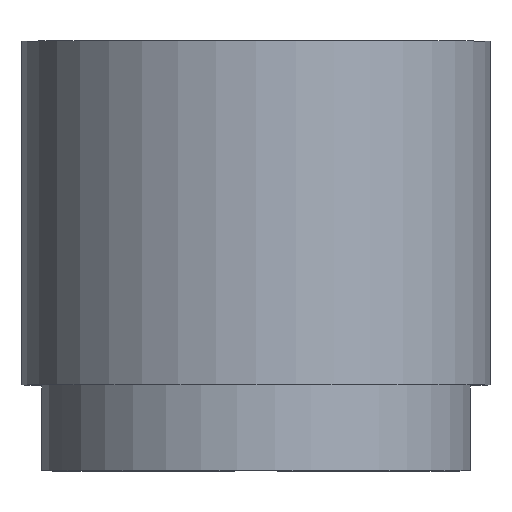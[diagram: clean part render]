
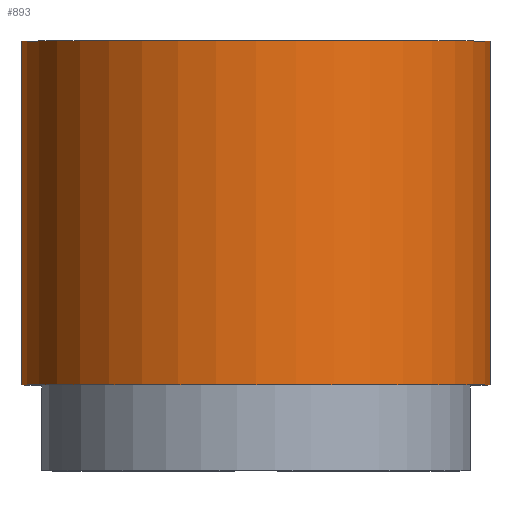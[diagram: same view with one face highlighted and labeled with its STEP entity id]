
A CAD part, top view. The second image highlights one B-rep face of the part: STEP entity #893.
In plain terms, the highlighted cylindrical face has radius 13.843 mm (diameter 27.686 mm), a partial arc.
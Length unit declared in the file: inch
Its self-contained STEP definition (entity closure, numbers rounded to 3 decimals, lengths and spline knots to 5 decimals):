
#14 = CARTESIAN_POINT ( 'NONE',  ( -0.34686, 0.4952, -0.42039 ) ) ;
#64 = CARTESIAN_POINT ( 'NONE',  ( -0.34661, 0.42501, -0.42058 ) ) ;
#78 = DIRECTION ( 'NONE',  ( 0., -1., 0. ) ) ;
#98 = DIRECTION ( 'NONE',  ( 0., 1., 0. ) ) ;
#102 = CARTESIAN_POINT ( 'NONE',  ( 0., 0.2, 0. ) ) ;
#108 = DIRECTION ( 'NONE',  ( 0., -1., 0. ) ) ;
#177 = CIRCLE ( 'NONE', #1605, 0.545 ) ;
#198 = CARTESIAN_POINT ( 'NONE',  ( -0.30504, 1., -0.45164 ) ) ;
#207 = VERTEX_POINT ( 'NONE', #1027 ) ;
#213 = VERTEX_POINT ( 'NONE', #1634 ) ;
#236 = AXIS2_PLACEMENT_3D ( 'NONE', #1229, #1206, #1078 ) ;
#239 = CARTESIAN_POINT ( 'NONE',  ( -0.31165, 0.53979, -0.44717 ) ) ;
#254 = CARTESIAN_POINT ( 'NONE',  ( -0.34117, 0.41338, -0.42501 ) ) ;
#279 = VERTEX_POINT ( 'NONE', #350 ) ;
#337 = VECTOR ( 'NONE', #1762, 39.37008 ) ;
#346 = EDGE_CURVE ( 'NONE', #207, #2066, #383, .T. ) ;
#350 = CARTESIAN_POINT ( 'NONE',  ( -0.30504, 0.75103, -0.45164 ) ) ;
#356 = AXIS2_PLACEMENT_3D ( 'NONE', #815, #981, #1800 ) ;
#371 = CARTESIAN_POINT ( 'NONE',  ( -0.35053, 0.43767, -0.41732 ) ) ;
#383 = B_SPLINE_CURVE_WITH_KNOTS ( 'NONE', 3,
 ( #1234, #434, #820, #1153, #874, #254, #717, #64, #1510, #371, #685, #1087, #549, #862, #2022, #14, #491, #402, #1881, #658, #239, #2136 ),
 .UNSPECIFIED., .F., .F.,
 ( 4, 2, 2, 2, 2, 2, 2, 2, 2, 2, 4 ),
 ( 0.00776, 0.00844, 0.00912, 0.00946, 0.0098, 0.01014, 0.01048, 0.01116, 0.01184, 0.01252, 0.0132 ),
 .UNSPECIFIED. ) ;
#402 = CARTESIAN_POINT ( 'NONE',  ( -0.33455, 0.51743, -0.43027 ) ) ;
#434 = CARTESIAN_POINT ( 'NONE',  ( -0.3117, 0.38024, -0.44714 ) ) ;
#491 = CARTESIAN_POINT ( 'NONE',  ( -0.34327, 0.50321, -0.42335 ) ) ;
#543 = ORIENTED_EDGE ( 'NONE', *, *, #1076, .T. ) ;
#549 = CARTESIAN_POINT ( 'NONE',  ( -0.35302, 0.45556, -0.41521 ) ) ;
#631 = VERTEX_POINT ( 'NONE', #1931 ) ;
#658 = CARTESIAN_POINT ( 'NONE',  ( -0.31787, 0.535, -0.44276 ) ) ;
#685 = CARTESIAN_POINT ( 'NONE',  ( -0.35146, 0.44202, -0.41654 ) ) ;
#717 = CARTESIAN_POINT ( 'NONE',  ( -0.34313, 0.41712, -0.42343 ) ) ;
#773 = B_SPLINE_CURVE_WITH_KNOTS ( 'NONE', 3,
 ( #1744, #1850, #1449, #1408, #1401, #1375, #1369, #1293, #1273, #1260, #1250, #1240, #1216, #1121, #1088, #1046, #1033, #937 ),
 .UNSPECIFIED., .F., .F.,
 ( 4, 2, 2, 2, 2, 2, 2, 2, 4 ),
 ( 0.00171, 0.00239, 0.00307, 0.00375, 0.00443, 0.00511, 0.00579, 0.00647, 0.00715 ),
 .UNSPECIFIED. ) ;
#815 = CARTESIAN_POINT ( 'NONE',  ( 0., 1., 0. ) ) ;
#820 = CARTESIAN_POINT ( 'NONE',  ( -0.31799, 0.38509, -0.44267 ) ) ;
#862 = CARTESIAN_POINT ( 'NONE',  ( -0.35301, 0.46911, -0.41522 ) ) ;
#874 = CARTESIAN_POINT ( 'NONE',  ( -0.33465, 0.4027, -0.43019 ) ) ;
#893 = ADVANCED_FACE ( 'NONE', ( #1541 ), #1503, .T. ) ;
#935 = LINE ( 'NONE', #198, #1721 ) ;
#937 = CARTESIAN_POINT ( 'NONE',  ( -0.30504, 0.91897, -0.45164 ) ) ;
#952 = DIRECTION ( 'NONE',  ( 0., 0., 1. ) ) ;
#960 = EDGE_CURVE ( 'NONE', #1208, #213, #177, .T. ) ;
#972 = LINE ( 'NONE', #1641, #1414 ) ;
#981 = DIRECTION ( 'NONE',  ( 0., -1., 0. ) ) ;
#984 = EDGE_CURVE ( 'NONE', #631, #1518, #992, .T. ) ;
#992 = CIRCLE ( 'NONE', #236, 0.545 ) ;
#1027 = CARTESIAN_POINT ( 'NONE',  ( -0.30504, 0.37603, -0.45164 ) ) ;
#1033 = CARTESIAN_POINT ( 'NONE',  ( -0.31164, 0.9148, -0.44718 ) ) ;
#1036 = ORIENTED_EDGE ( 'NONE', *, *, #1532, .T. ) ;
#1046 = CARTESIAN_POINT ( 'NONE',  ( -0.31794, 0.90995, -0.44271 ) ) ;
#1052 = EDGE_CURVE ( 'NONE', #279, #2098, #773, .T. ) ;
#1076 = EDGE_CURVE ( 'NONE', #207, #1208, #935, .T. ) ;
#1078 = DIRECTION ( 'NONE',  ( 0., 0., 1. ) ) ;
#1087 = CARTESIAN_POINT ( 'NONE',  ( -0.35271, 0.45097, -0.41548 ) ) ;
#1088 = CARTESIAN_POINT ( 'NONE',  ( -0.32943, 0.89872, -0.43422 ) ) ;
#1121 = CARTESIAN_POINT ( 'NONE',  ( -0.33456, 0.89243, -0.43026 ) ) ;
#1153 = CARTESIAN_POINT ( 'NONE',  ( -0.32942, 0.39627, -0.43423 ) ) ;
#1165 = ORIENTED_EDGE ( 'NONE', *, *, #1052, .F. ) ;
#1176 = VECTOR ( 'NONE', #1754, 39.37008 ) ;
#1190 = EDGE_CURVE ( 'NONE', #279, #2066, #1889, .T. ) ;
#1206 = DIRECTION ( 'NONE',  ( 0., 1., 0. ) ) ;
#1208 = VERTEX_POINT ( 'NONE', #1437 ) ;
#1216 = CARTESIAN_POINT ( 'NONE',  ( -0.34333, 0.87811, -0.4233 ) ) ;
#1229 = CARTESIAN_POINT ( 'NONE',  ( 0., 1., 0. ) ) ;
#1234 = CARTESIAN_POINT ( 'NONE',  ( -0.30504, 0.37603, -0.45164 ) ) ;
#1240 = CARTESIAN_POINT ( 'NONE',  ( -0.34688, 0.87017, -0.42037 ) ) ;
#1250 = CARTESIAN_POINT ( 'NONE',  ( -0.35175, 0.85306, -0.4163 ) ) ;
#1260 = CARTESIAN_POINT ( 'NONE',  ( -0.35303, 0.84408, -0.41521 ) ) ;
#1273 = CARTESIAN_POINT ( 'NONE',  ( -0.35301, 0.82579, -0.41522 ) ) ;
#1293 = CARTESIAN_POINT ( 'NONE',  ( -0.35174, 0.81684, -0.41631 ) ) ;
#1369 = CARTESIAN_POINT ( 'NONE',  ( -0.34682, 0.79967, -0.42042 ) ) ;
#1375 = CARTESIAN_POINT ( 'NONE',  ( -0.34333, 0.79191, -0.4233 ) ) ;
#1381 = ORIENTED_EDGE ( 'NONE', *, *, #346, .F. ) ;
#1401 = CARTESIAN_POINT ( 'NONE',  ( -0.33464, 0.77768, -0.4302 ) ) ;
#1408 = CARTESIAN_POINT ( 'NONE',  ( -0.32941, 0.77126, -0.43424 ) ) ;
#1414 = VECTOR ( 'NONE', #108, 39.37008 ) ;
#1432 = CARTESIAN_POINT ( 'NONE',  ( -0.30504, 0.91897, -0.45164 ) ) ;
#1437 = CARTESIAN_POINT ( 'NONE',  ( -0.30504, 0.2, -0.45164 ) ) ;
#1442 = CARTESIAN_POINT ( 'NONE',  ( 0.30504, 1., -0.45164 ) ) ;
#1447 = ORIENTED_EDGE ( 'NONE', *, *, #960, .T. ) ;
#1449 = CARTESIAN_POINT ( 'NONE',  ( -0.31799, 0.7601, -0.44267 ) ) ;
#1503 = CYLINDRICAL_SURFACE ( 'NONE', #356, 0.545 ) ;
#1510 = CARTESIAN_POINT ( 'NONE',  ( -0.34812, 0.42918, -0.41933 ) ) ;
#1518 = VERTEX_POINT ( 'NONE', #1442 ) ;
#1532 = EDGE_CURVE ( 'NONE', #213, #1518, #1630, .T. ) ;
#1541 = FACE_OUTER_BOUND ( 'NONE', #1953, .T. ) ;
#1548 = ORIENTED_EDGE ( 'NONE', *, *, #1624, .T. ) ;
#1585 = CARTESIAN_POINT ( 'NONE',  ( -0.30504, 0.54397, -0.45164 ) ) ;
#1605 = AXIS2_PLACEMENT_3D ( 'NONE', #102, #98, #952 ) ;
#1624 = EDGE_CURVE ( 'NONE', #631, #2098, #972, .T. ) ;
#1630 = LINE ( 'NONE', #2089, #337 ) ;
#1634 = CARTESIAN_POINT ( 'NONE',  ( 0.30504, 0.2, -0.45164 ) ) ;
#1641 = CARTESIAN_POINT ( 'NONE',  ( -0.30504, 1., -0.45164 ) ) ;
#1721 = VECTOR ( 'NONE', #78, 39.37008 ) ;
#1744 = CARTESIAN_POINT ( 'NONE',  ( -0.30504, 0.75103, -0.45164 ) ) ;
#1754 = DIRECTION ( 'NONE',  ( 0., -1., 0. ) ) ;
#1762 = DIRECTION ( 'NONE',  ( 0., 1., 0. ) ) ;
#1800 = DIRECTION ( 'NONE',  ( 0., 0., -1. ) ) ;
#1850 = CARTESIAN_POINT ( 'NONE',  ( -0.31165, 0.75521, -0.44717 ) ) ;
#1881 = CARTESIAN_POINT ( 'NONE',  ( -0.32936, 0.52381, -0.43428 ) ) ;
#1889 = LINE ( 'NONE', #1940, #1176 ) ;
#1918 = ORIENTED_EDGE ( 'NONE', *, *, #984, .F. ) ;
#1931 = CARTESIAN_POINT ( 'NONE',  ( -0.30504, 1., -0.45164 ) ) ;
#1940 = CARTESIAN_POINT ( 'NONE',  ( -0.30504, 1., -0.45164 ) ) ;
#1953 = EDGE_LOOP ( 'NONE', ( #1381, #543, #1447, #1036, #1918, #1548, #1165, #2015 ) ) ;
#2015 = ORIENTED_EDGE ( 'NONE', *, *, #1190, .T. ) ;
#2022 = CARTESIAN_POINT ( 'NONE',  ( -0.35171, 0.47823, -0.41633 ) ) ;
#2066 = VERTEX_POINT ( 'NONE', #1585 ) ;
#2089 = CARTESIAN_POINT ( 'NONE',  ( 0.30504, 1., -0.45164 ) ) ;
#2098 = VERTEX_POINT ( 'NONE', #1432 ) ;
#2136 = CARTESIAN_POINT ( 'NONE',  ( -0.30504, 0.54397, -0.45164 ) ) ;
